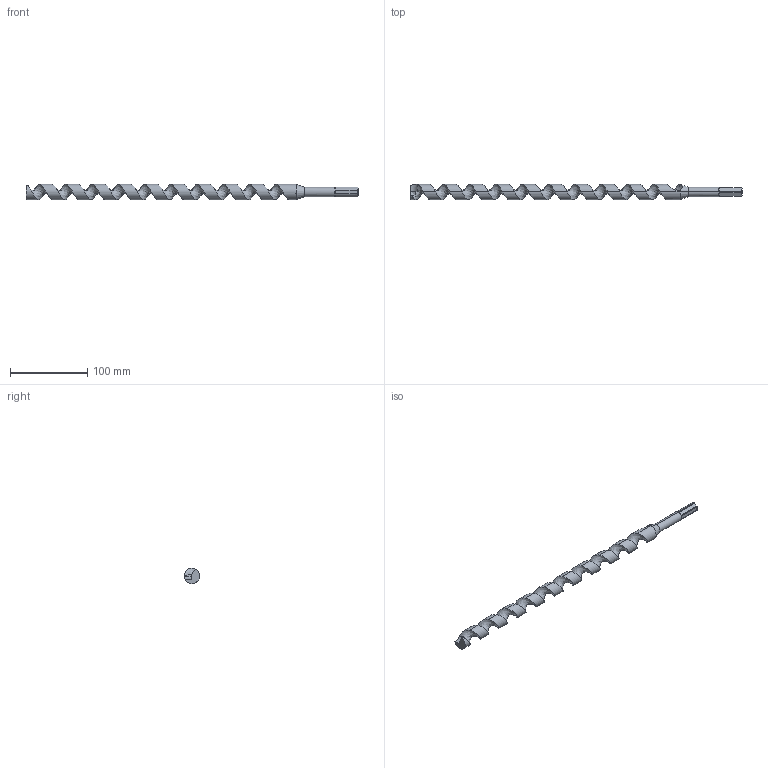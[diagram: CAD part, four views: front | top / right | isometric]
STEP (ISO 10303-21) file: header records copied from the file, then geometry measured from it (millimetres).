
FILE_DESCRIPTION (( 'STEP AP203' ), '1' );
FILE_NAME ('Auger drill bit.STEP', '2013-05-07T06:41:15', ( '' ), ( '' ), 'SwSTEP 2.0', 'SolidWorks 2012', '' );
FILE_SCHEMA (( 'CONFIG_CONTROL_DESIGN' ));
Length unit declared in the file: millimetre
Products named in the file (1): Auger drill bit
Bounding box: 429.28 x 19.79 x 19.8 mm (x, y, z)
Volume: 68971.7 mm3; surface area: 23437.5 mm2
Topology: 1 solids, 1 shells, 64 faces, 165 edges, 103 vertices
Faces by surface type: cylinder 39, plane 14, torus 7, cone 2, bspline 2
Entity records: 7354 total; most frequent: CARTESIAN_POINT 5899, ORIENTED_EDGE 330, DIRECTION 246, EDGE_CURVE 165, VERTEX_POINT 103, AXIS2_PLACEMENT_3D 90, LINE 66, VECTOR 66
